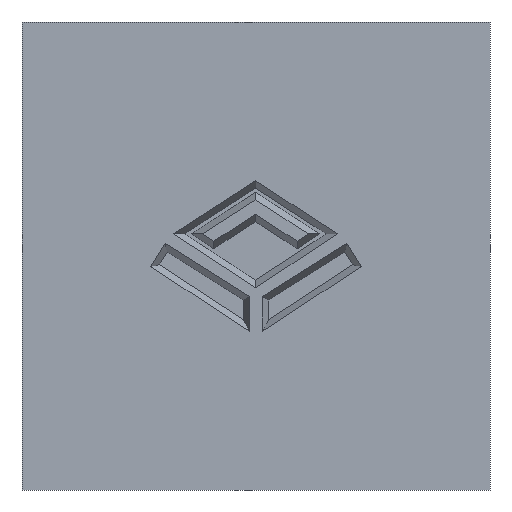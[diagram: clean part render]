
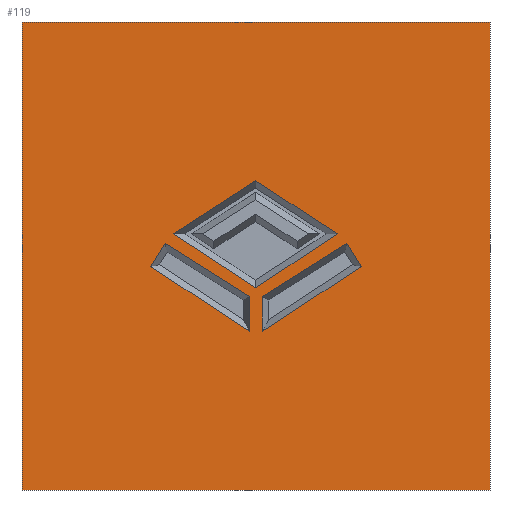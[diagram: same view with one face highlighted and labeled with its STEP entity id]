
A CAD part, front view. The second image highlights one B-rep face of the part: STEP entity #119.
In plain terms, the highlighted planar face has unit normal (0, -1, 0).
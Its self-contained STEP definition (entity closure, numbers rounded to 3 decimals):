
#5 = VERTEX_POINT ( 'NONE', #17 ) ;
#7 = VERTEX_POINT ( 'NONE', #18 ) ;
#17 = CARTESIAN_POINT ( 'NONE',  ( 17.5, 0., 17.5 ) ) ;
#18 = CARTESIAN_POINT ( 'NONE',  ( 17.5, 0., -17.5 ) ) ;
#56 = DIRECTION ( 'NONE',  ( 0., 1., 0. ) ) ;
#64 = CARTESIAN_POINT ( 'NONE',  ( 0., 0., 0. ) ) ;
#65 = PLANE ( 'NONE',  #509 ) ;
#66 = DIRECTION ( 'NONE',  ( 0., 0., 1. ) ) ;
#119 = ADVANCED_FACE ( 'NONE', ( #326, #329, #327, #328 ), #65, .F. ) ;
#142 = EDGE_CURVE ( 'NONE', #939, #5, #355, .T. ) ;
#153 = EDGE_CURVE ( 'NONE', #7, #942, #372, .T. ) ;
#156 = EDGE_CURVE ( 'NONE', #944, #940, #378, .T. ) ;
#157 = EDGE_CURVE ( 'NONE', #941, #944, #371, .T. ) ;
#158 = EDGE_CURVE ( 'NONE', #936, #941, #379, .T. ) ;
#159 = EDGE_CURVE ( 'NONE', #940, #936, #381, .T. ) ;
#160 = EDGE_CURVE ( 'NONE', #945, #848, #383, .T. ) ;
#161 = EDGE_CURVE ( 'NONE', #937, #945, #385, .T. ) ;
#162 = EDGE_CURVE ( 'NONE', #849, #937, #387, .T. ) ;
#163 = EDGE_CURVE ( 'NONE', #848, #849, #389, .T. ) ;
#164 = EDGE_CURVE ( 'NONE', #938, #853, #391, .T. ) ;
#165 = EDGE_CURVE ( 'NONE', #948, #938, #393, .T. ) ;
#166 = EDGE_CURVE ( 'NONE', #855, #948, #395, .T. ) ;
#167 = EDGE_CURVE ( 'NONE', #853, #855, #397, .T. ) ;
#205 = ORIENTED_EDGE ( 'NONE', *, *, #165, .F. ) ;
#206 = ORIENTED_EDGE ( 'NONE', *, *, #166, .F. ) ;
#207 = ORIENTED_EDGE ( 'NONE', *, *, #167, .F. ) ;
#208 = ORIENTED_EDGE ( 'NONE', *, *, #949, .F. ) ;
#209 = ORIENTED_EDGE ( 'NONE', *, *, #153, .F. ) ;
#210 = ORIENTED_EDGE ( 'NONE', *, *, #951, .F. ) ;
#211 = ORIENTED_EDGE ( 'NONE', *, *, #142, .F. ) ;
#326 = FACE_BOUND ( 'NONE', #881, .T. ) ;
#327 = FACE_BOUND ( 'NONE', #893, .T. ) ;
#328 = FACE_OUTER_BOUND ( 'NONE', #898, .T. ) ;
#329 = FACE_BOUND ( 'NONE', #886, .T. ) ;
#354 = VECTOR ( 'NONE', #556, 1000. ) ;
#355 = LINE ( 'NONE', #555, #354 ) ;
#371 = LINE ( 'NONE', #582, #382 ) ;
#372 = LINE ( 'NONE', #577, #375 ) ;
#375 = VECTOR ( 'NONE', #578, 1000. ) ;
#378 = LINE ( 'NONE', #571, #380 ) ;
#379 = LINE ( 'NONE', #581, #384 ) ;
#380 = VECTOR ( 'NONE', #572, 1000. ) ;
#381 = LINE ( 'NONE', #586, #386 ) ;
#382 = VECTOR ( 'NONE', #587, 1000. ) ;
#383 = LINE ( 'NONE', #588, #388 ) ;
#384 = VECTOR ( 'NONE', #589, 1000. ) ;
#385 = LINE ( 'NONE', #590, #390 ) ;
#386 = VECTOR ( 'NONE', #591, 1000. ) ;
#387 = LINE ( 'NONE', #592, #392 ) ;
#388 = VECTOR ( 'NONE', #593, 1000. ) ;
#389 = LINE ( 'NONE', #594, #394 ) ;
#390 = VECTOR ( 'NONE', #595, 1000. ) ;
#391 = LINE ( 'NONE', #596, #396 ) ;
#392 = VECTOR ( 'NONE', #597, 1000. ) ;
#393 = LINE ( 'NONE', #598, #398 ) ;
#394 = VECTOR ( 'NONE', #599, 1000. ) ;
#395 = LINE ( 'NONE', #600, #400 ) ;
#396 = VECTOR ( 'NONE', #601, 1000. ) ;
#397 = LINE ( 'NONE', #602, #402 ) ;
#398 = VECTOR ( 'NONE', #603, 1000. ) ;
#400 = VECTOR ( 'NONE', #604, 1000. ) ;
#402 = VECTOR ( 'NONE', #606, 1000. ) ;
#486 = LINE ( 'NONE', #739, #489 ) ;
#489 = VECTOR ( 'NONE', #740, 1000. ) ;
#490 = LINE ( 'NONE', #735, #492 ) ;
#492 = VECTOR ( 'NONE', #736, 1000. ) ;
#509 = AXIS2_PLACEMENT_3D ( 'NONE', #64, #56, #66 ) ;
#555 = CARTESIAN_POINT ( 'NONE',  ( 17.5, 0., 17.5 ) ) ;
#556 = DIRECTION ( 'NONE',  ( 1., 0., 0. ) ) ;
#571 = CARTESIAN_POINT ( 'NONE',  ( -2.572, 0., 3.991 ) ) ;
#572 = DIRECTION ( 'NONE',  ( -0.841, 0., -0.542 ) ) ;
#577 = CARTESIAN_POINT ( 'NONE',  ( 17.5, 0., -17.5 ) ) ;
#578 = DIRECTION ( 'NONE',  ( -1., 0., 0. ) ) ;
#581 = CARTESIAN_POINT ( 'NONE',  ( 1.081, 0., -1.642 ) ) ;
#582 = CARTESIAN_POINT ( 'NONE',  ( 2.566, 0., 3.948 ) ) ;
#586 = CARTESIAN_POINT ( 'NONE',  ( -1.093, 0., -1.674 ) ) ;
#587 = DIRECTION ( 'NONE',  ( -0.838, 0., 0.545 ) ) ;
#588 = CARTESIAN_POINT ( 'NONE',  ( 1.505, 0., -2.391 ) ) ;
#589 = DIRECTION ( 'NONE',  ( 0.835, 0., 0.55 ) ) ;
#590 = CARTESIAN_POINT ( 'NONE',  ( 5.343, 0., 3.304 ) ) ;
#591 = DIRECTION ( 'NONE',  ( 0.837, 0., -0.547 ) ) ;
#592 = CARTESIAN_POINT ( 'NONE',  ( 2.728, 0., -4.163 ) ) ;
#593 = DIRECTION ( 'NONE',  ( -0.846, 0., -0.533 ) ) ;
#594 = CARTESIAN_POINT ( 'NONE',  ( 0.486, 0., 0. ) ) ;
#595 = DIRECTION ( 'NONE',  ( -0.526, 0., 0.851 ) ) ;
#596 = CARTESIAN_POINT ( 'NONE',  ( -2.727, 0., -4.163 ) ) ;
#597 = DIRECTION ( 'NONE',  ( 0.836, 0., 0.548 ) ) ;
#598 = CARTESIAN_POINT ( 'NONE',  ( -5.35, 0., 3.301 ) ) ;
#599 = DIRECTION ( 'NONE',  ( 0., 0., -1. ) ) ;
#600 = CARTESIAN_POINT ( 'NONE',  ( -1.504, 0., -2.391 ) ) ;
#601 = DIRECTION ( 'NONE',  ( 0.836, 0., -0.548 ) ) ;
#602 = CARTESIAN_POINT ( 'NONE',  ( -0.484, 0., 0. ) ) ;
#603 = DIRECTION ( 'NONE',  ( -0.525, 0., -0.851 ) ) ;
#604 = DIRECTION ( 'NONE',  ( -0.847, 0., 0.532 ) ) ;
#606 = DIRECTION ( 'NONE',  ( 0., 0., 1. ) ) ;
#683 = CARTESIAN_POINT ( 'NONE',  ( 0.486, 0., -5.632 ) ) ;
#696 = CARTESIAN_POINT ( 'NONE',  ( 0.486, 0., -3.033 ) ) ;
#699 = CARTESIAN_POINT ( 'NONE',  ( -0.484, 0., -5.632 ) ) ;
#700 = CARTESIAN_POINT ( 'NONE',  ( -0.484, 0., -3.033 ) ) ;
#721 = CARTESIAN_POINT ( 'NONE',  ( -6.194, 0., 1.656 ) ) ;
#722 = CARTESIAN_POINT ( 'NONE',  ( -17.5, 0., -17.5 ) ) ;
#724 = CARTESIAN_POINT ( 'NONE',  ( -0.026, 0., -2.37 ) ) ;
#725 = CARTESIAN_POINT ( 'NONE',  ( -7.875, 0., -0.791 ) ) ;
#726 = CARTESIAN_POINT ( 'NONE',  ( 7.875, 0., -0.791 ) ) ;
#727 = CARTESIAN_POINT ( 'NONE',  ( -17.5, 0., 17.5 ) ) ;
#728 = CARTESIAN_POINT ( 'NONE',  ( 6.092, 0., 1.656 ) ) ;
#730 = CARTESIAN_POINT ( 'NONE',  ( -0.026, 0., 5.632 ) ) ;
#731 = CARTESIAN_POINT ( 'NONE',  ( 6.803, 0., 0.943 ) ) ;
#734 = CARTESIAN_POINT ( 'NONE',  ( -6.805, 0., 0.943 ) ) ;
#735 = CARTESIAN_POINT ( 'NONE',  ( -17.5, 0., 17.5 ) ) ;
#736 = DIRECTION ( 'NONE',  ( 0., 0., 1. ) ) ;
#739 = CARTESIAN_POINT ( 'NONE',  ( 17.5, 0., 17.5 ) ) ;
#740 = DIRECTION ( 'NONE',  ( 0., 0., -1. ) ) ;
#827 = ORIENTED_EDGE ( 'NONE', *, *, #164, .F. ) ;
#837 = ORIENTED_EDGE ( 'NONE', *, *, #157, .F. ) ;
#839 = ORIENTED_EDGE ( 'NONE', *, *, #156, .F. ) ;
#840 = ORIENTED_EDGE ( 'NONE', *, *, #160, .F. ) ;
#841 = ORIENTED_EDGE ( 'NONE', *, *, #159, .F. ) ;
#842 = ORIENTED_EDGE ( 'NONE', *, *, #163, .F. ) ;
#843 = ORIENTED_EDGE ( 'NONE', *, *, #161, .F. ) ;
#844 = ORIENTED_EDGE ( 'NONE', *, *, #162, .F. ) ;
#845 = ORIENTED_EDGE ( 'NONE', *, *, #158, .F. ) ;
#848 = VERTEX_POINT ( 'NONE', #696 ) ;
#849 = VERTEX_POINT ( 'NONE', #683 ) ;
#853 = VERTEX_POINT ( 'NONE', #699 ) ;
#855 = VERTEX_POINT ( 'NONE', #700 ) ;
#881 = EDGE_LOOP ( 'NONE', ( #839, #837, #845, #841 ) ) ;
#886 = EDGE_LOOP ( 'NONE', ( #840, #843, #844, #842 ) ) ;
#893 = EDGE_LOOP ( 'NONE', ( #827, #205, #206, #207 ) ) ;
#898 = EDGE_LOOP ( 'NONE', ( #208, #209, #210, #211 ) ) ;
#936 = VERTEX_POINT ( 'NONE', #724 ) ;
#937 = VERTEX_POINT ( 'NONE', #726 ) ;
#938 = VERTEX_POINT ( 'NONE', #725 ) ;
#939 = VERTEX_POINT ( 'NONE', #727 ) ;
#940 = VERTEX_POINT ( 'NONE', #721 ) ;
#941 = VERTEX_POINT ( 'NONE', #728 ) ;
#942 = VERTEX_POINT ( 'NONE', #722 ) ;
#944 = VERTEX_POINT ( 'NONE', #730 ) ;
#945 = VERTEX_POINT ( 'NONE', #731 ) ;
#948 = VERTEX_POINT ( 'NONE', #734 ) ;
#949 = EDGE_CURVE ( 'NONE', #942, #939, #490, .T. ) ;
#951 = EDGE_CURVE ( 'NONE', #5, #7, #486, .T. ) ;
